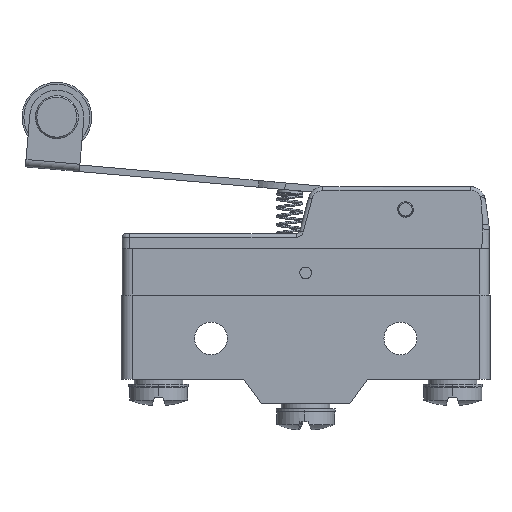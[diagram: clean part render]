
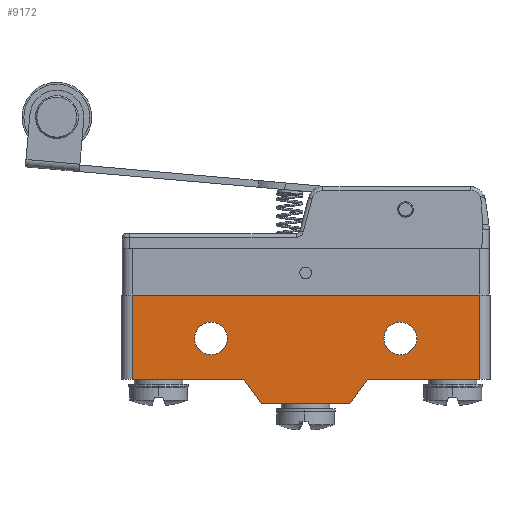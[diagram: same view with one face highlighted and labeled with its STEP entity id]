
A CAD part, left-side view. The second image highlights one B-rep face of the part: STEP entity #9172.
In plain terms, the highlighted planar face has unit normal (-1, 0, 0).
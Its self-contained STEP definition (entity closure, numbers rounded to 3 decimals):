
#1234=CIRCLE('',#33495,2.21);
#1235=CIRCLE('',#33497,2.21);
#1236=CIRCLE('',#33498,2.21);
#1237=CIRCLE('',#33499,2.21);
#2745=FACE_BOUND('',#13444,.T.);
#2746=FACE_BOUND('',#13445,.T.);
#2747=FACE_BOUND('',#13446,.T.);
#2954=LINE('',#48890,#5571);
#2967=LINE('',#48934,#5584);
#2968=LINE('',#48936,#5585);
#2969=LINE('',#48938,#5586);
#2970=LINE('',#48940,#5587);
#2971=LINE('',#48942,#5588);
#2972=LINE('',#48944,#5589);
#2973=LINE('',#48946,#5590);
#5571=VECTOR('',#36914,1.);
#5584=VECTOR('',#36953,1.);
#5585=VECTOR('',#36954,1.);
#5586=VECTOR('',#36955,1.);
#5587=VECTOR('',#36956,1.);
#5588=VECTOR('',#36957,1.);
#5589=VECTOR('',#36958,1.);
#5590=VECTOR('',#36959,1.);
#9172=ADVANCED_FACE('',(#2745,#2746,#2747),#10937,.T.);
#10937=PLANE('',#33500);
#13444=EDGE_LOOP('',(#15489,#15490,#15491,#15492,#15493,#15494,#15495,#15496));
#13445=EDGE_LOOP('',(#15497,#15498));
#13446=EDGE_LOOP('',(#15499,#15500));
#15489=ORIENTED_EDGE('',*,*,#28156,.F.);
#15490=ORIENTED_EDGE('',*,*,#28157,.T.);
#15491=ORIENTED_EDGE('',*,*,#28158,.T.);
#15492=ORIENTED_EDGE('',*,*,#28159,.T.);
#15493=ORIENTED_EDGE('',*,*,#28160,.T.);
#15494=ORIENTED_EDGE('',*,*,#28161,.T.);
#15495=ORIENTED_EDGE('',*,*,#28162,.F.);
#15496=ORIENTED_EDGE('',*,*,#28133,.T.);
#15497=ORIENTED_EDGE('',*,*,#28163,.T.);
#15498=ORIENTED_EDGE('',*,*,#28155,.T.);
#15499=ORIENTED_EDGE('',*,*,#28164,.T.);
#15500=ORIENTED_EDGE('',*,*,#28165,.T.);
#25000=VERTEX_POINT('',#48889);
#25001=VERTEX_POINT('',#48891);
#25017=VERTEX_POINT('',#48929);
#25018=VERTEX_POINT('',#48931);
#25019=VERTEX_POINT('',#48935);
#25020=VERTEX_POINT('',#48937);
#25021=VERTEX_POINT('',#48939);
#25022=VERTEX_POINT('',#48941);
#25023=VERTEX_POINT('',#48943);
#25024=VERTEX_POINT('',#48945);
#25025=VERTEX_POINT('',#48949);
#25026=VERTEX_POINT('',#48950);
#28133=EDGE_CURVE('',#25001,#25000,#2954,.T.);
#28155=EDGE_CURVE('',#25017,#25018,#1234,.T.);
#28156=EDGE_CURVE('',#25019,#25000,#2967,.T.);
#28157=EDGE_CURVE('',#25019,#25020,#2968,.T.);
#28158=EDGE_CURVE('',#25020,#25021,#2969,.T.);
#28159=EDGE_CURVE('',#25021,#25022,#2970,.T.);
#28160=EDGE_CURVE('',#25022,#25023,#2971,.T.);
#28161=EDGE_CURVE('',#25023,#25024,#2972,.T.);
#28162=EDGE_CURVE('',#25001,#25024,#2973,.T.);
#28163=EDGE_CURVE('',#25018,#25017,#1235,.T.);
#28164=EDGE_CURVE('',#25025,#25026,#1236,.T.);
#28165=EDGE_CURVE('',#25026,#25025,#1237,.T.);
#33495=AXIS2_PLACEMENT_3D('',#48932,#36949,#36950);
#33497=AXIS2_PLACEMENT_3D('',#48947,#36960,#36961);
#33498=AXIS2_PLACEMENT_3D('',#48948,#36962,#36963);
#33499=AXIS2_PLACEMENT_3D('',#48951,#36964,#36965);
#33500=AXIS2_PLACEMENT_3D('',#48952,#36966,#36967);
#36914=DIRECTION('',(0.,1.,0.));
#36949=DIRECTION('',(1.,0.,0.));
#36950=DIRECTION('',(0.,0.,1.));
#36953=DIRECTION('',(0.,0.,1.));
#36954=DIRECTION('',(0.,-1.,0.));
#36955=DIRECTION('',(0.,-0.589,-0.808));
#36956=DIRECTION('',(0.,-1.,0.));
#36957=DIRECTION('',(0.,-0.589,0.808));
#36958=DIRECTION('',(0.,-1.,0.));
#36959=DIRECTION('',(0.,0.,-1.));
#36960=DIRECTION('',(1.,0.,0.));
#36961=DIRECTION('',(0.,0.,-1.));
#36962=DIRECTION('',(1.,0.,0.));
#36963=DIRECTION('',(0.,0.,-1.));
#36964=DIRECTION('',(1.,0.,0.));
#36965=DIRECTION('',(0.,0.,1.));
#36966=DIRECTION('',(-1.,0.,0.));
#36967=DIRECTION('',(0.,0.,1.));
#48889=CARTESIAN_POINT('',(159.739,61.006,-10.194));
#48890=CARTESIAN_POINT('',(159.739,14.194,-10.194));
#48891=CARTESIAN_POINT('',(159.739,14.194,-10.194));
#48929=CARTESIAN_POINT('',(159.739,50.376,-13.843));
#48931=CARTESIAN_POINT('',(159.739,50.376,-18.262));
#48932=CARTESIAN_POINT('',(159.739,50.376,-16.053));
#48934=CARTESIAN_POINT('',(159.739,61.006,-21.564));
#48935=CARTESIAN_POINT('',(159.739,61.006,-21.564));
#48936=CARTESIAN_POINT('',(159.739,61.006,-21.564));
#48937=CARTESIAN_POINT('',(159.739,45.966,-21.564));
#48938=CARTESIAN_POINT('',(159.739,45.966,-21.564));
#48939=CARTESIAN_POINT('',(159.739,43.558,-24.871));
#48940=CARTESIAN_POINT('',(159.739,43.558,-24.871));
#48941=CARTESIAN_POINT('',(159.739,31.642,-24.871));
#48942=CARTESIAN_POINT('',(159.739,31.642,-24.871));
#48943=CARTESIAN_POINT('',(159.739,29.234,-21.564));
#48944=CARTESIAN_POINT('',(159.739,29.234,-21.564));
#48945=CARTESIAN_POINT('',(159.739,14.194,-21.564));
#48946=CARTESIAN_POINT('',(159.739,14.194,-10.194));
#48947=CARTESIAN_POINT('',(159.739,50.376,-16.053));
#48948=CARTESIAN_POINT('',(159.739,24.824,-16.053));
#48949=CARTESIAN_POINT('',(159.739,24.824,-18.262));
#48950=CARTESIAN_POINT('',(159.739,24.824,-13.843));
#48951=CARTESIAN_POINT('',(159.739,24.824,-16.053));
#48952=CARTESIAN_POINT('',(159.739,37.6,-21.564));
